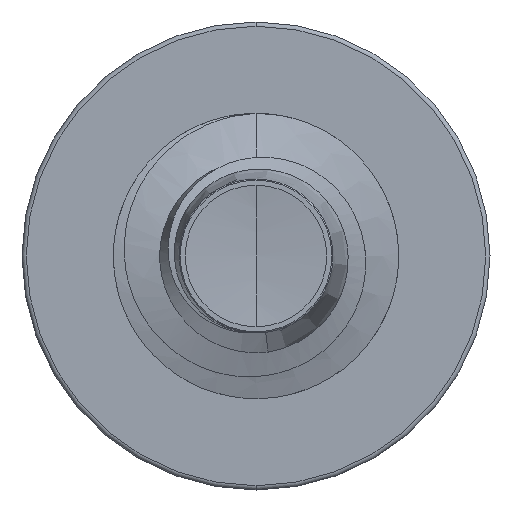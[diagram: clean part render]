
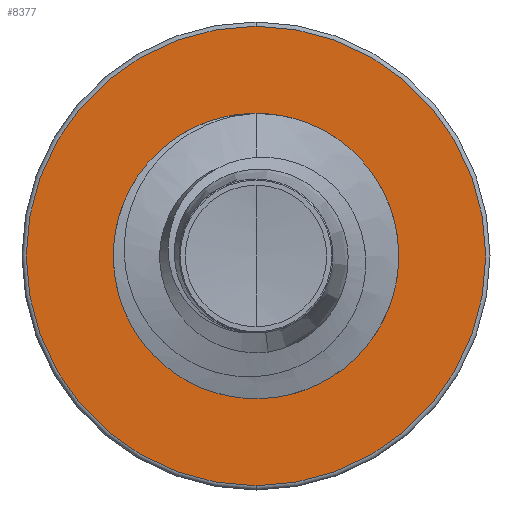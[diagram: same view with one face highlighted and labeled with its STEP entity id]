
A CAD part, front view. The second image highlights one B-rep face of the part: STEP entity #8377.
In plain terms, the highlighted planar face has unit normal (0, -1, 0).
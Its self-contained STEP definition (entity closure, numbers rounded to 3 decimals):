
#1012 = CARTESIAN_POINT ( 'NONE',  ( 0., 6., 2.415 ) ) ;
#1145 = CARTESIAN_POINT ( 'NONE',  ( 0., 6., 4.025 ) ) ;
#2037 = VERTEX_POINT ( 'NONE', #5045 ) ;
#2040 = DIRECTION ( 'NONE',  ( 0., 1., 0. ) ) ;
#2134 = EDGE_CURVE ( 'NONE', #2037, #3581, #2372, .T. ) ;
#2372 = CIRCLE ( 'NONE', #4100, 4.025 ) ;
#3131 = DIRECTION ( 'NONE',  ( 0., 0., 1. ) ) ;
#3140 = DIRECTION ( 'NONE',  ( 0., 1., 0. ) ) ;
#3169 = CARTESIAN_POINT ( 'NONE',  ( 0., 6., 0. ) ) ;
#3284 = EDGE_LOOP ( 'NONE', ( #8474, #9110 ) ) ;
#3334 = AXIS2_PLACEMENT_3D ( 'NONE', #6208, #6302, #6312 ) ;
#3581 = VERTEX_POINT ( 'NONE', #1145 ) ;
#4100 = AXIS2_PLACEMENT_3D ( 'NONE', #3169, #3140, #3131 ) ;
#4366 = AXIS2_PLACEMENT_3D ( 'NONE', #5643, #9431, #6414 ) ;
#4582 = FACE_OUTER_BOUND ( 'NONE', #3284, .T. ) ;
#5044 = ORIENTED_EDGE ( 'NONE', *, *, #9037, .T. ) ;
#5045 = CARTESIAN_POINT ( 'NONE',  ( 0., 6., -4.025 ) ) ;
#5350 = CARTESIAN_POINT ( 'NONE',  ( 0., 6., -2.415 ) ) ;
#5643 = CARTESIAN_POINT ( 'NONE',  ( 0., 6., 0. ) ) ;
#5696 = CARTESIAN_POINT ( 'NONE',  ( 0., 6., 0. ) ) ;
#5741 = VERTEX_POINT ( 'NONE', #5350 ) ;
#6084 = AXIS2_PLACEMENT_3D ( 'NONE', #5696, #9454, #6480 ) ;
#6208 = CARTESIAN_POINT ( 'NONE',  ( 0., 6., -2.415 ) ) ;
#6235 = PLANE ( 'NONE',  #3334 ) ;
#6302 = DIRECTION ( 'NONE',  ( 0., 1., 0. ) ) ;
#6312 = DIRECTION ( 'NONE',  ( 0., 0., 1. ) ) ;
#6414 = DIRECTION ( 'NONE',  ( 0., 0., 1. ) ) ;
#6480 = DIRECTION ( 'NONE',  ( 0., 0., 1. ) ) ;
#6547 = FACE_BOUND ( 'NONE', #9081, .T. ) ;
#6844 = CIRCLE ( 'NONE', #4366, 2.415 ) ;
#7185 = CARTESIAN_POINT ( 'NONE',  ( 0., 6., 0. ) ) ;
#7862 = DIRECTION ( 'NONE',  ( 0., 0., 1. ) ) ;
#7914 = AXIS2_PLACEMENT_3D ( 'NONE', #7185, #2040, #7862 ) ;
#7960 = CIRCLE ( 'NONE', #7914, 4.025 ) ;
#8377 = ADVANCED_FACE ( 'NONE', ( #4582, #6547 ), #6235, .F. ) ;
#8474 = ORIENTED_EDGE ( 'NONE', *, *, #9193, .F. ) ;
#8857 = ORIENTED_EDGE ( 'NONE', *, *, #9128, .T. ) ;
#9037 = EDGE_CURVE ( 'NONE', #9334, #5741, #6844, .T. ) ;
#9081 = EDGE_LOOP ( 'NONE', ( #5044, #8857 ) ) ;
#9110 = ORIENTED_EDGE ( 'NONE', *, *, #2134, .F. ) ;
#9128 = EDGE_CURVE ( 'NONE', #5741, #9334, #9191, .T. ) ;
#9191 = CIRCLE ( 'NONE', #6084, 2.415 ) ;
#9193 = EDGE_CURVE ( 'NONE', #3581, #2037, #7960, .T. ) ;
#9334 = VERTEX_POINT ( 'NONE', #1012 ) ;
#9431 = DIRECTION ( 'NONE',  ( 0., 1., 0. ) ) ;
#9454 = DIRECTION ( 'NONE',  ( 0., 1., 0. ) ) ;
